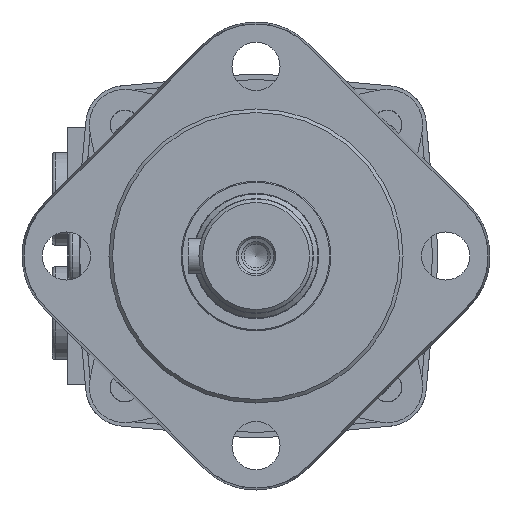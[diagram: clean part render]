
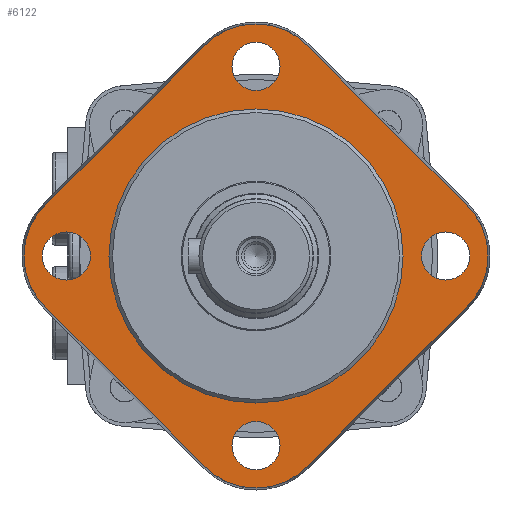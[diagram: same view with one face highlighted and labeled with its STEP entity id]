
A CAD part, left-side view. The second image highlights one B-rep face of the part: STEP entity #6122.
In plain terms, the highlighted planar face has unit normal (-1, 0, 0).
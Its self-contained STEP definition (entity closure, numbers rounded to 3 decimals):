
#329=PLANE('',#6954);
#415=FACE_BOUND('',#1136,.T.);
#416=FACE_BOUND('',#1137,.T.);
#417=FACE_BOUND('',#1138,.T.);
#418=FACE_BOUND('',#1139,.T.);
#419=FACE_BOUND('',#1140,.T.);
#737=FACE_OUTER_BOUND('',#1135,.T.);
#1135=EDGE_LOOP('',(#5355,#5356,#5357,#5358,#5359,#5360,#5361,#5362));
#1136=EDGE_LOOP('',(#5363));
#1137=EDGE_LOOP('',(#5364));
#1138=EDGE_LOOP('',(#5365));
#1139=EDGE_LOOP('',(#5366));
#1140=EDGE_LOOP('',(#5367));
#1619=LINE('',#10889,#2087);
#1620=LINE('',#10893,#2088);
#1621=LINE('',#10897,#2089);
#1622=LINE('',#10901,#2090);
#2087=VECTOR('',#8610,1000.);
#2088=VECTOR('',#8613,1000.);
#2089=VECTOR('',#8616,1000.);
#2090=VECTOR('',#8619,1000.);
#2413=CIRCLE('',#6955,20.11);
#2414=CIRCLE('',#6956,20.11);
#2415=CIRCLE('',#6957,20.11);
#2416=CIRCLE('',#6958,20.11);
#2417=CIRCLE('',#6959,6.75);
#2418=CIRCLE('',#6960,41.25);
#2419=CIRCLE('',#6961,6.75);
#2420=CIRCLE('',#6962,6.75);
#2421=CIRCLE('',#6963,6.75);
#2977=VERTEX_POINT('',#10887);
#2978=VERTEX_POINT('',#10888);
#2979=VERTEX_POINT('',#10890);
#2980=VERTEX_POINT('',#10892);
#2981=VERTEX_POINT('',#10894);
#2982=VERTEX_POINT('',#10896);
#2983=VERTEX_POINT('',#10898);
#2984=VERTEX_POINT('',#10900);
#2985=VERTEX_POINT('',#10903);
#2986=VERTEX_POINT('',#10905);
#2987=VERTEX_POINT('',#10907);
#2988=VERTEX_POINT('',#10909);
#2989=VERTEX_POINT('',#10911);
#3794=EDGE_CURVE('',#2977,#2978,#1619,.T.);
#3795=EDGE_CURVE('',#2979,#2977,#2413,.T.);
#3796=EDGE_CURVE('',#2980,#2979,#1620,.T.);
#3797=EDGE_CURVE('',#2981,#2980,#2414,.T.);
#3798=EDGE_CURVE('',#2981,#2982,#1621,.T.);
#3799=EDGE_CURVE('',#2983,#2982,#2415,.T.);
#3800=EDGE_CURVE('',#2983,#2984,#1622,.T.);
#3801=EDGE_CURVE('',#2978,#2984,#2416,.T.);
#3802=EDGE_CURVE('',#2985,#2985,#2417,.F.);
#3803=EDGE_CURVE('',#2986,#2986,#2418,.F.);
#3804=EDGE_CURVE('',#2987,#2987,#2419,.T.);
#3805=EDGE_CURVE('',#2988,#2988,#2420,.T.);
#3806=EDGE_CURVE('',#2989,#2989,#2421,.T.);
#5355=ORIENTED_EDGE('',*,*,#3794,.F.);
#5356=ORIENTED_EDGE('',*,*,#3795,.F.);
#5357=ORIENTED_EDGE('',*,*,#3796,.F.);
#5358=ORIENTED_EDGE('',*,*,#3797,.F.);
#5359=ORIENTED_EDGE('',*,*,#3798,.T.);
#5360=ORIENTED_EDGE('',*,*,#3799,.F.);
#5361=ORIENTED_EDGE('',*,*,#3800,.T.);
#5362=ORIENTED_EDGE('',*,*,#3801,.F.);
#5363=ORIENTED_EDGE('',*,*,#3802,.F.);
#5364=ORIENTED_EDGE('',*,*,#3803,.F.);
#5365=ORIENTED_EDGE('',*,*,#3804,.T.);
#5366=ORIENTED_EDGE('',*,*,#3805,.T.);
#5367=ORIENTED_EDGE('',*,*,#3806,.T.);
#6122=ADVANCED_FACE('',(#737,#415,#416,#417,#418,#419),#329,.F.);
#6954=AXIS2_PLACEMENT_3D('',#10886,#8608,#8609);
#6955=AXIS2_PLACEMENT_3D('',#10891,#8611,#8612);
#6956=AXIS2_PLACEMENT_3D('',#10895,#8614,#8615);
#6957=AXIS2_PLACEMENT_3D('',#10899,#8617,#8618);
#6958=AXIS2_PLACEMENT_3D('',#10902,#8620,#8621);
#6959=AXIS2_PLACEMENT_3D('',#10904,#8622,#8623);
#6960=AXIS2_PLACEMENT_3D('',#10906,#8624,#8625);
#6961=AXIS2_PLACEMENT_3D('',#10908,#8626,#8627);
#6962=AXIS2_PLACEMENT_3D('',#10910,#8628,#8629);
#6963=AXIS2_PLACEMENT_3D('',#10912,#8630,#8631);
#8608=DIRECTION('center_axis',(1.,0.,0.));
#8609=DIRECTION('ref_axis',(0.,0.,-1.));
#8610=DIRECTION('',(0.,0.707,0.707));
#8611=DIRECTION('center_axis',(1.,0.,0.));
#8612=DIRECTION('ref_axis',(0.,0.,-1.));
#8613=DIRECTION('',(0.,0.707,-0.707));
#8614=DIRECTION('center_axis',(1.,0.,0.));
#8615=DIRECTION('ref_axis',(0.,0.,-1.));
#8616=DIRECTION('',(0.,0.707,0.707));
#8617=DIRECTION('center_axis',(1.,0.,0.));
#8618=DIRECTION('ref_axis',(0.,0.,-1.));
#8619=DIRECTION('',(0.,0.707,-0.707));
#8620=DIRECTION('center_axis',(1.,0.,0.));
#8621=DIRECTION('ref_axis',(0.,0.,-1.));
#8622=DIRECTION('center_axis',(1.,0.,0.));
#8623=DIRECTION('ref_axis',(0.,0.,-1.));
#8624=DIRECTION('center_axis',(1.,0.,0.));
#8625=DIRECTION('ref_axis',(0.,0.,-1.));
#8626=DIRECTION('center_axis',(1.,0.,0.));
#8627=DIRECTION('ref_axis',(0.,0.,-1.));
#8628=DIRECTION('center_axis',(1.,0.,0.));
#8629=DIRECTION('ref_axis',(0.,0.,-1.));
#8630=DIRECTION('center_axis',(1.,0.,0.));
#8631=DIRECTION('ref_axis',(0.,0.,-1.));
#10886=CARTESIAN_POINT('Origin',(0.,14.22,
59.22));
#10887=CARTESIAN_POINT('',(0.,14.22,-59.22));
#10888=CARTESIAN_POINT('',(0.,59.22,-14.22));
#10889=CARTESIAN_POINT('',(0.,14.22,-59.22));
#10890=CARTESIAN_POINT('',(0.,-14.22,-59.22));
#10891=CARTESIAN_POINT('Origin',(0.,0.,-45.));
#10892=CARTESIAN_POINT('',(0.,-59.22,-14.22));
#10893=CARTESIAN_POINT('',(0.,-59.22,-14.22));
#10894=CARTESIAN_POINT('',(0.,-59.22,14.22));
#10895=CARTESIAN_POINT('Origin',(0.,-45.,0.));
#10896=CARTESIAN_POINT('',(0.,-14.22,59.22));
#10897=CARTESIAN_POINT('',(0.,-59.22,14.22));
#10898=CARTESIAN_POINT('',(0.,14.22,59.22));
#10899=CARTESIAN_POINT('Origin',(0.,0.,45.));
#10900=CARTESIAN_POINT('',(0.,59.22,14.22));
#10901=CARTESIAN_POINT('',(0.,14.22,59.22));
#10902=CARTESIAN_POINT('Origin',(0.,45.,0.));
#10903=CARTESIAN_POINT('',(0.,53.2,6.75));
#10904=CARTESIAN_POINT('Origin',(0.,53.2,0.));
#10905=CARTESIAN_POINT('',(0.,0.,41.25));
#10906=CARTESIAN_POINT('Origin',(0.,0.,0.));
#10907=CARTESIAN_POINT('',(0.,0.,
59.95));
#10908=CARTESIAN_POINT('Origin',(0.,0.,53.2));
#10909=CARTESIAN_POINT('',(0.,-53.2,6.75));
#10910=CARTESIAN_POINT('Origin',(0.,-53.2,0.));
#10911=CARTESIAN_POINT('',(0.,0.,
-46.45));
#10912=CARTESIAN_POINT('Origin',(0.,0.,-53.2));
